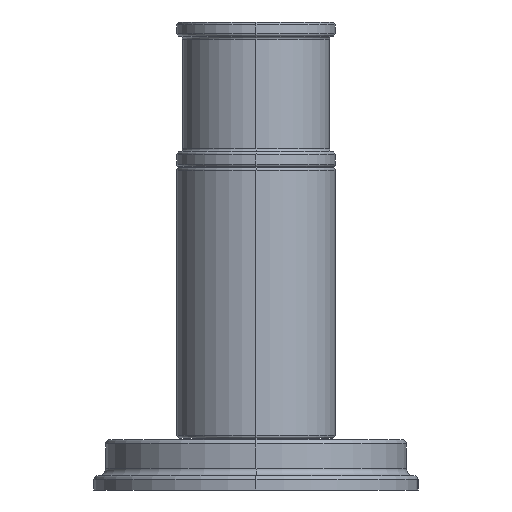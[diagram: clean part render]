
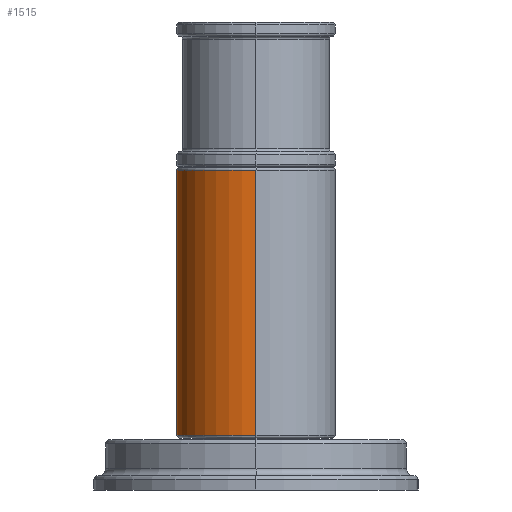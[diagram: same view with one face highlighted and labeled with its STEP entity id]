
A CAD part, left-side view. The second image highlights one B-rep face of the part: STEP entity #1515.
In plain terms, the highlighted cylindrical face has radius 13.97 mm (diameter 27.94 mm), a partial arc.
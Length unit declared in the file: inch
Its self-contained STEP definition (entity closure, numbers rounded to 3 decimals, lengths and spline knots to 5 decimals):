
#484=CARTESIAN_POINT('',(-12.,0.,2.22113));
#485=DIRECTION('',(0.,0.,-1.));
#486=DIRECTION('',(-1.,0.,0.));
#487=AXIS2_PLACEMENT_3D('',#484,#485,#486);
#489=CARTESIAN_POINT('',(-12.,0.,0.38));
#490=DIRECTION('',(0.,0.,-1.));
#491=DIRECTION('',(-1.,0.,0.));
#492=AXIS2_PLACEMENT_3D('',#489,#490,#491);
#494=DIRECTION('',(0.,0.,1.));
#495=VECTOR('',#494,1.84113);
#496=CARTESIAN_POINT('',(-11.45,0.,0.38));
#497=LINE('',#496,#495);
#508=DIRECTION('',(0.,0.,1.));
#509=VECTOR('',#508,1.84113);
#510=CARTESIAN_POINT('',(-12.55,0.,0.38));
#511=LINE('',#510,#509);
#778=CARTESIAN_POINT('',(-12.55,0.,0.38));
#779=CARTESIAN_POINT('',(-11.45,0.,0.38));
#780=VERTEX_POINT('',#778);
#781=VERTEX_POINT('',#779);
#820=CARTESIAN_POINT('',(-12.55,0.,2.22113));
#821=CARTESIAN_POINT('',(-11.45,0.,2.22113));
#822=VERTEX_POINT('',#820);
#823=VERTEX_POINT('',#821);
#1501=CARTESIAN_POINT('',(-12.,0.,0.36));
#1502=DIRECTION('',(0.,0.,1.));
#1503=DIRECTION('',(1.,0.,0.));
#1504=AXIS2_PLACEMENT_3D('',#1501,#1502,#1503);
#1505=CYLINDRICAL_SURFACE('',#1504,0.55);
#1506=ORIENTED_EDGE('',*,*,#1491,.F.);
#1508=ORIENTED_EDGE('',*,*,#1507,.F.);
#1510=ORIENTED_EDGE('',*,*,#1509,.T.);
#1512=ORIENTED_EDGE('',*,*,#1511,.T.);
#1513=EDGE_LOOP('',(#1506,#1508,#1510,#1512));
#1514=FACE_OUTER_BOUND('',#1513,.F.);
#1515=ADVANCED_FACE('',(#1514),#1505,.T.);
#488=CIRCLE('',#487,0.55);
#493=CIRCLE('',#492,0.55);
#1491=EDGE_CURVE('',#822,#823,#488,.T.);
#1507=EDGE_CURVE('',#780,#822,#511,.T.);
#1509=EDGE_CURVE('',#780,#781,#493,.T.);
#1511=EDGE_CURVE('',#781,#823,#497,.T.);
